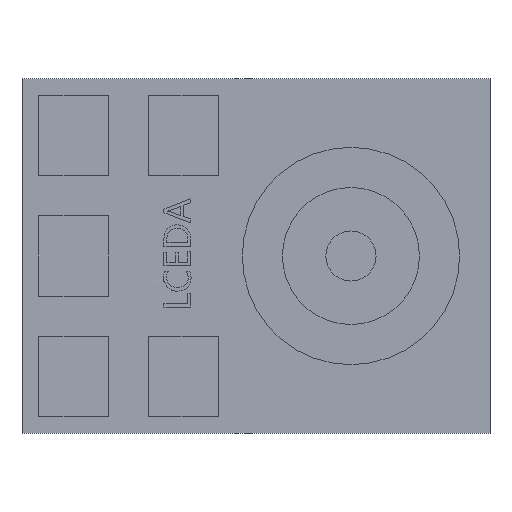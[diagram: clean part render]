
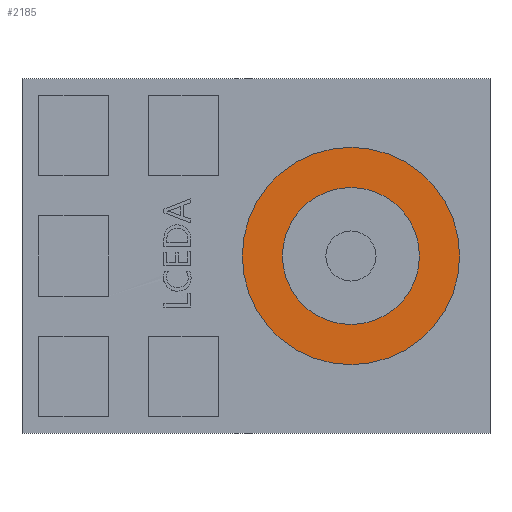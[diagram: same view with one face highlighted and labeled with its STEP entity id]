
A CAD part, front view. The second image highlights one B-rep face of the part: STEP entity #2185.
In plain terms, the highlighted planar face has unit normal (0, -1, 0).
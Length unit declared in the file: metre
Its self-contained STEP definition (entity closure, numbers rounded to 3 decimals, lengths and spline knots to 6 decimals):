
#899=ORIENTED_EDGE('',*,*,#1318,.F.);
#900=ORIENTED_EDGE('',*,*,#1319,.T.);
#1318=EDGE_CURVE('',#1532,#1532,#1578,.T.);
#1319=EDGE_CURVE('',#1533,#1533,#1579,.T.);
#1532=VERTEX_POINT('',#4795);
#1533=VERTEX_POINT('',#4797);
#1578=CIRCLE('',#3059,0.000512);
#1579=CIRCLE('',#3060,0.000812);
#1692=EDGE_LOOP('',(#899));
#1693=EDGE_LOOP('',(#900));
#1836=FACE_BOUND('',#1692,.T.);
#1837=FACE_BOUND('',#1693,.T.);
#1963=PLANE('',#3058);
#2185=ADVANCED_FACE('',(#1836,#1837),#1963,.T.);
#3058=AXIS2_PLACEMENT_3D('',#4793,#3462,#3463);
#3059=AXIS2_PLACEMENT_3D('',#4794,#3464,#3465);
#3060=AXIS2_PLACEMENT_3D('',#4796,#3466,#3467);
#3462=DIRECTION('',(0.,-1.,0.));
#3463=DIRECTION('',(0.,0.,1.));
#3464=DIRECTION('',(0.,-1.,0.));
#3465=DIRECTION('',(0.,0.,1.));
#3466=DIRECTION('',(0.,-1.,0.));
#3467=DIRECTION('',(0.,0.,1.));
#4793=CARTESIAN_POINT('',(0.000791,0.,0.));
#4794=CARTESIAN_POINT('',(0.000791,0.,0.));
#4795=CARTESIAN_POINT('',(0.000791,0.,0.000513));
#4796=CARTESIAN_POINT('',(0.000791,0.,0.));
#4797=CARTESIAN_POINT('',(0.000791,0.,0.000813));
